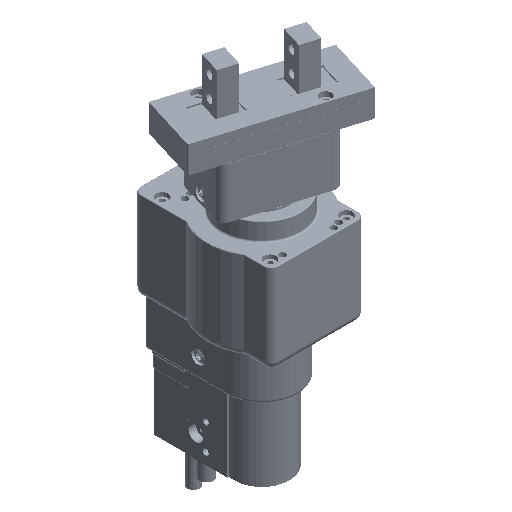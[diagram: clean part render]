
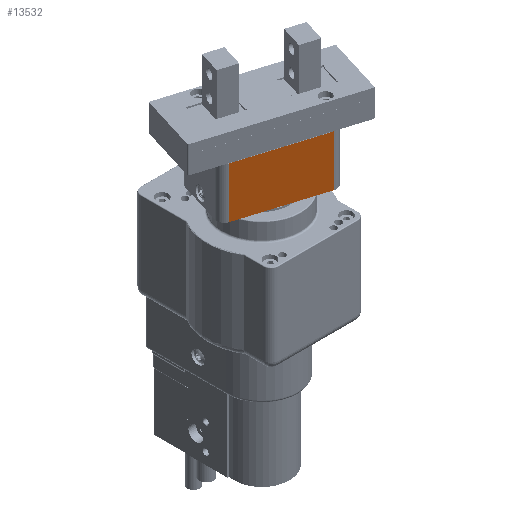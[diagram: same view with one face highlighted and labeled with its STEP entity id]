
A CAD part, isometric view. The second image highlights one B-rep face of the part: STEP entity #13532.
In plain terms, the highlighted face is planar.
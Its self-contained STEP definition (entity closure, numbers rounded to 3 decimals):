
#844 = LINE ( 'NONE', #19350, #80675 ) ;
#1030 = PLANE ( 'NONE',  #36161 ) ;
#5273 = CARTESIAN_POINT ( 'NONE',  ( 33., -34., 20. ) ) ;
#6481 = ORIENTED_EDGE ( 'NONE', *, *, #68077, .T. ) ;
#6979 = DIRECTION ( 'NONE',  ( -1., 0., 0. ) ) ;
#7434 = FACE_OUTER_BOUND ( 'NONE', #43348, .T. ) ;
#9056 = ORIENTED_EDGE ( 'NONE', *, *, #64141, .T. ) ;
#9240 = LINE ( 'NONE', #22663, #13363 ) ;
#13363 = VECTOR ( 'NONE', #34681, 1000. ) ;
#13532 = ADVANCED_FACE ( 'NONE', ( #7434 ), #1030, .F. ) ;
#13946 = CARTESIAN_POINT ( 'NONE',  ( -28., 0., 20. ) ) ;
#19350 = CARTESIAN_POINT ( 'NONE',  ( 28., -34., 20. ) ) ;
#22663 = CARTESIAN_POINT ( 'NONE',  ( -28., -34., 20. ) ) ;
#23917 = VERTEX_POINT ( 'NONE', #13946 ) ;
#26261 = CARTESIAN_POINT ( 'NONE',  ( 28., 0., 20. ) ) ;
#28088 = ORIENTED_EDGE ( 'NONE', *, *, #40057, .F. ) ;
#30087 = CARTESIAN_POINT ( 'NONE',  ( 28., -34., 20. ) ) ;
#33334 = DIRECTION ( 'NONE',  ( 0., 1., 0. ) ) ;
#34681 = DIRECTION ( 'NONE',  ( 0., -1., 0. ) ) ;
#36161 = AXIS2_PLACEMENT_3D ( 'NONE', #79285, #59077, #33334 ) ;
#39608 = EDGE_CURVE ( 'NONE', #23917, #73525, #9240, .T. ) ;
#40057 = EDGE_CURVE ( 'NONE', #53436, #73525, #77144, .T. ) ;
#43348 = EDGE_LOOP ( 'NONE', ( #28088, #6481, #9056, #71810 ) ) ;
#48013 = VECTOR ( 'NONE', #63634, 1000. ) ;
#53184 = VERTEX_POINT ( 'NONE', #26261 ) ;
#53436 = VERTEX_POINT ( 'NONE', #30087 ) ;
#53803 = DIRECTION ( 'NONE',  ( 0., 1., 0. ) ) ;
#56074 = VECTOR ( 'NONE', #6979, 1000. ) ;
#59077 = DIRECTION ( 'NONE',  ( 0., 0., -1. ) ) ;
#63634 = DIRECTION ( 'NONE',  ( -1., 0., 0. ) ) ;
#63931 = CARTESIAN_POINT ( 'NONE',  ( -28., -34., 20. ) ) ;
#64044 = CARTESIAN_POINT ( 'NONE',  ( 33., 0., 20. ) ) ;
#64141 = EDGE_CURVE ( 'NONE', #53184, #23917, #82095, .T. ) ;
#68077 = EDGE_CURVE ( 'NONE', #53436, #53184, #844, .T. ) ;
#71810 = ORIENTED_EDGE ( 'NONE', *, *, #39608, .T. ) ;
#73525 = VERTEX_POINT ( 'NONE', #63931 ) ;
#77144 = LINE ( 'NONE', #5273, #56074 ) ;
#79285 = CARTESIAN_POINT ( 'NONE',  ( 33., -34., 20. ) ) ;
#80675 = VECTOR ( 'NONE', #53803, 1000. ) ;
#82095 = LINE ( 'NONE', #64044, #48013 ) ;
